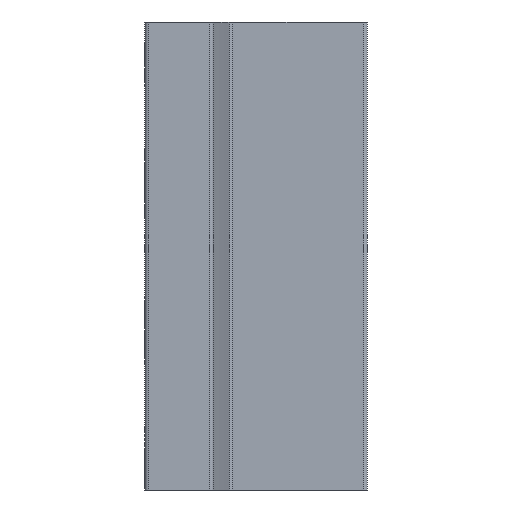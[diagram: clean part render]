
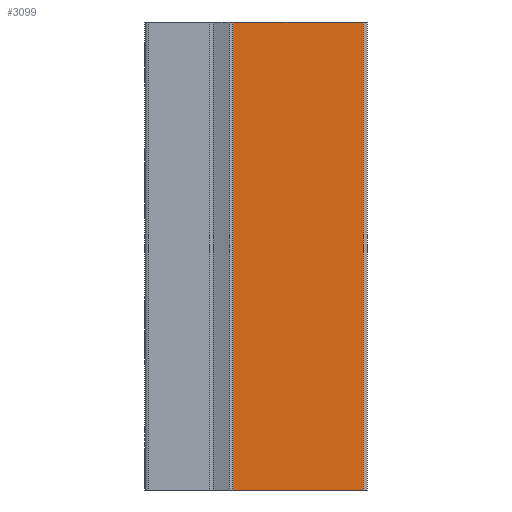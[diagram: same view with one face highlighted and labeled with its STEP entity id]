
A CAD part, left-side view. The second image highlights one B-rep face of the part: STEP entity #3099.
In plain terms, the highlighted face is planar.
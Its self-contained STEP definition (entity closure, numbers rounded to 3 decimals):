
#71=PLANE('',#3359);
#209=LINE('',#5005,#473);
#210=LINE('',#5007,#474);
#211=LINE('',#5009,#475);
#212=LINE('',#5011,#476);
#473=VECTOR('',#3888,1000.);
#474=VECTOR('',#3891,1000.);
#475=VECTOR('',#3892,1000.);
#476=VECTOR('',#3893,1000.);
#1020=ORIENTED_EDGE('',*,*,#1848,.F.);
#1021=ORIENTED_EDGE('',*,*,#1847,.F.);
#1022=ORIENTED_EDGE('',*,*,#1849,.T.);
#1023=ORIENTED_EDGE('',*,*,#1850,.T.);
#1847=EDGE_CURVE('',#2239,#2238,#209,.T.);
#1848=EDGE_CURVE('',#2238,#2240,#210,.T.);
#1849=EDGE_CURVE('',#2239,#2241,#211,.T.);
#1850=EDGE_CURVE('',#2241,#2240,#212,.T.);
#2238=VERTEX_POINT('',#5002);
#2239=VERTEX_POINT('',#5004);
#2240=VERTEX_POINT('',#5008);
#2241=VERTEX_POINT('',#5010);
#2519=EDGE_LOOP('',(#1020,#1021,#1022,#1023));
#2773=FACE_BOUND('',#2519,.T.);
#3099=ADVANCED_FACE('',(#2773),#71,.T.);
#3359=AXIS2_PLACEMENT_3D('',#5006,#3889,#3890);
#3888=DIRECTION('',(0.,0.,1.));
#3889=DIRECTION('',(1.,0.,0.));
#3890=DIRECTION('',(0.,0.,-1.));
#3891=DIRECTION('',(0.,1.,0.));
#3892=DIRECTION('',(0.,1.,0.));
#3893=DIRECTION('',(0.,0.,1.));
#5002=CARTESIAN_POINT('',(40.5,0.5,0.));
#5004=CARTESIAN_POINT('',(40.5,0.5,-61.));
#5005=CARTESIAN_POINT('',(40.5,0.5,-61.));
#5006=CARTESIAN_POINT('',(40.5,0.5,-61.));
#5007=CARTESIAN_POINT('',(40.5,0.5,0.));
#5008=CARTESIAN_POINT('',(40.5,17.535,0.));
#5009=CARTESIAN_POINT('',(40.5,0.5,-61.));
#5010=CARTESIAN_POINT('',(40.5,17.535,-61.));
#5011=CARTESIAN_POINT('',(40.5,17.535,-61.));
